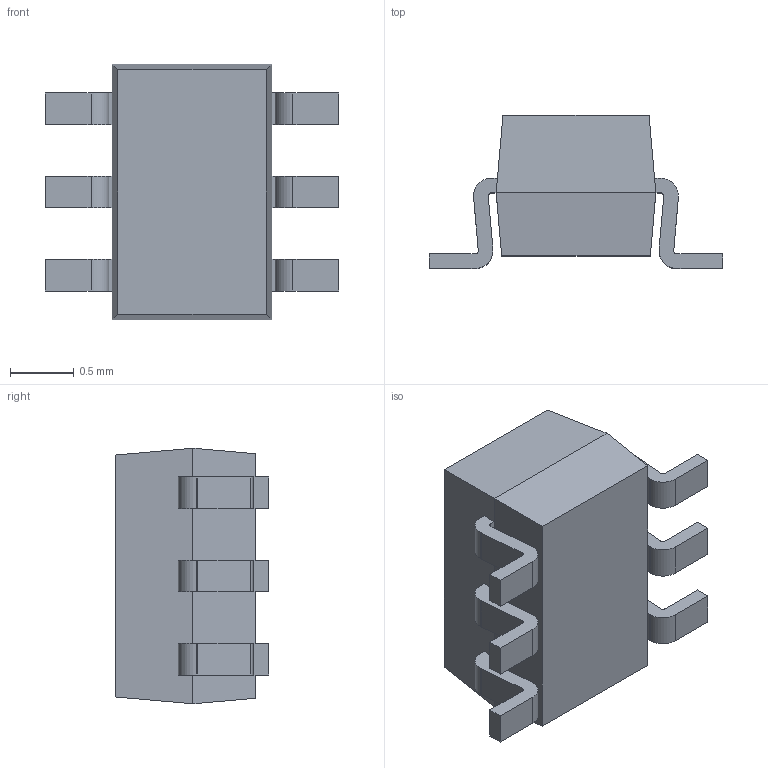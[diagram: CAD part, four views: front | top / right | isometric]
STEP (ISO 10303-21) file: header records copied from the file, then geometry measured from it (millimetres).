
FILE_DESCRIPTION (( 'STEP AP214' ), '1' );
FILE_NAME ('BAT54TW-TP.STEP', '2022-12-17T01:19:09', ( '' ), ( '' ), 'SwSTEP 2.0', 'SolidWorks 2021', '' );
FILE_SCHEMA (( 'AUTOMOTIVE_DESIGN' ));
Length unit declared in the file: millimetre
Products named in the file (1): BAT54TW-TP
Bounding box: 2.3 x 1.2 x 2 mm (x, y, z)
Volume: 2.8 mm3; surface area: 16.5 mm2
Topology: 7 solids, 7 shells, 106 faces, 272 edges, 180 vertices
Faces by surface type: plane 70, cylinder 36
Entity records: 3304 total; most frequent: CARTESIAN_POINT 559, DIRECTION 558, ORIENTED_EDGE 544, EDGE_CURVE 272, LINE 200, VECTOR 200, VERTEX_POINT 180, AXIS2_PLACEMENT_3D 179
